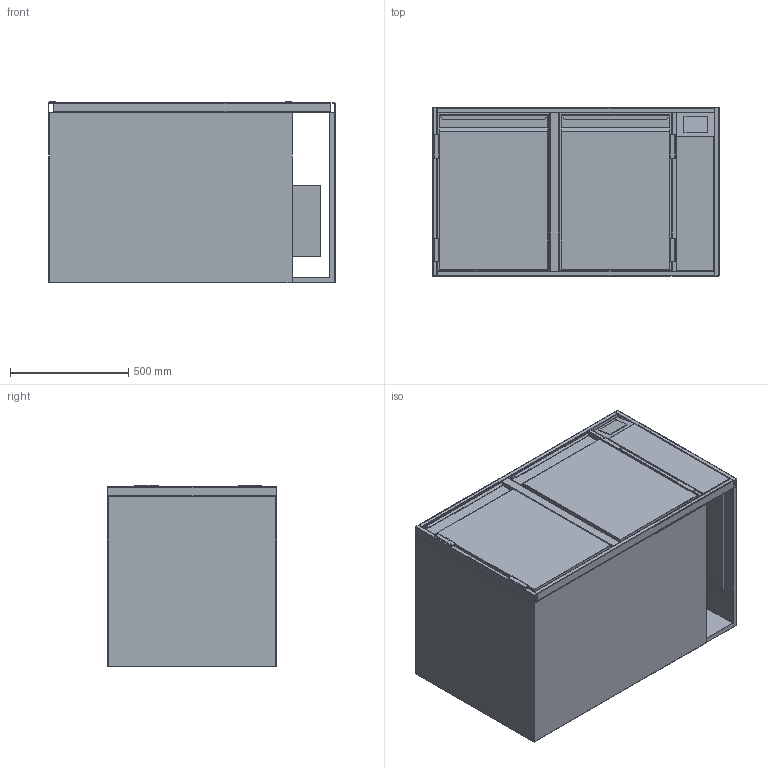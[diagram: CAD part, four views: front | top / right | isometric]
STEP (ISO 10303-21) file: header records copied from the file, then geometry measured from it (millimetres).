
FILE_DESCRIPTION (( 'STEP AP203' ), '1' );
FILE_NAME ('G-BKZ-2-71-R-2T.step', '2024-02-26T13:40:37', ( '' ), ( '' ), 'SwSTEP 2.0', 'SolidWorks 2023', '' );
FILE_SCHEMA (( 'CONFIG_CONTROL_DESIGN' ));
Length unit declared in the file: millimetre
Products named in the file (10): G-BKZ-2-71-R-2T; 21-01-47565_G-KT-FRR-710-1210--1030B-180; 20-03-43319_G-BK-Einbauelement-Tür-475-760-710-R; 20-03-43319_G-BK-Einbauelement-Tür-475-760-710-L; 20-03-43331_G-KT-Auflage-475-760-ohne-Rost; 24-02-55012_G-KT-Korpus-1030-760-710-R; 24-02-55011_G-KT-Fach-Z-R-180-760-710; 20-03-43318_G-KT-Rahmen-Tür-475-710; 18-06-35404_TUER-460-655-L; 18-06-35404_TUER-460-655-R
Assembly tree (19 placements, depth 3):
  G-BKZ-2-71-R-2T
    24-02-55012_G-KT-Korpus-1030-760-710-R
    21-01-47565_G-KT-FRR-710-1210--1030B-180
    24-02-55011_G-KT-Fach-Z-R-180-760-710
    20-03-43319_G-BK-Einbauelement-Tür-475-760-710-L
      20-03-43318_G-KT-Rahmen-Tür-475-710
      18-06-35404_TUER-460-655-L
      20-03-43331_G-KT-Auflage-475-760-ohne-Rost  x5
    20-03-43319_G-BK-Einbauelement-Tür-475-760-710-R
      20-03-43318_G-KT-Rahmen-Tür-475-710
      18-06-35404_TUER-460-655-R
      20-03-43331_G-KT-Auflage-475-760-ohne-Rost  x5
Bounding box: 1211 x 710 x 767.5 mm (x, y, z)
Volume: 161700156.3 mm3; surface area: 13965805.4 mm2
Topology: 32 solids, 32 shells, 905 faces, 2140 edges, 1280 vertices
Faces by surface type: plane 539, cylinder 286, sphere 34, torus 32, bspline 14
Entity records: 19120 total; most frequent: CARTESIAN_POINT 3559, DIRECTION 3048, ORIENTED_EDGE 2900, EDGE_CURVE 1450, AXIS2_PLACEMENT_3D 1061, VECTOR 926, LINE 926, VERTEX_POINT 888
